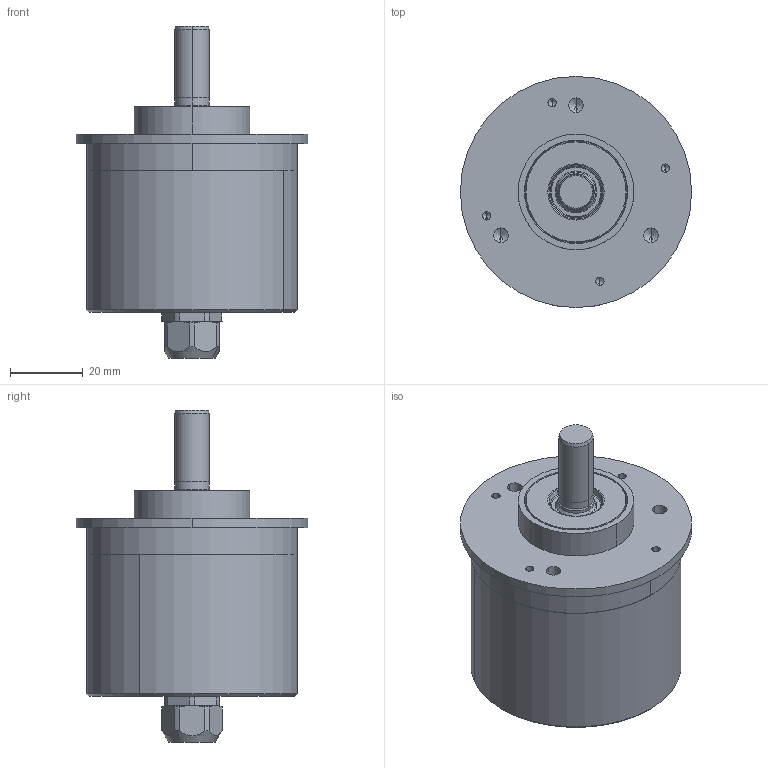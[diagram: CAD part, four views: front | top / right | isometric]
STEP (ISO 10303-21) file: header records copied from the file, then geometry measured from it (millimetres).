
FILE_DESCRIPTION((''),'2;1');
FILE_NAME('538408','2010-11-10T',('se2802'),(''),'PRO/ENGINEER BY PARAMETRIC TECHNOLOGY CORPORATION, 2010180','PRO/ENGINEER BY PARAMETRIC TECHNOLOGY CORPORATION, 2010180','');
FILE_SCHEMA(('CONFIG_CONTROL_DESIGN'));
Length unit declared in the file: millimetre
Products named in the file (1): 538408
Bounding box: 63.5 x 63.5 x 91.2 mm (x, y, z)
Volume: 80538.9 mm3; surface area: 42958.1 mm2
Topology: 1 solids, 2 shells, 1150 faces, 3162 edges, 2052 vertices
Faces by surface type: plane 387, extrusion 324, cylinder 311, cone 104, torus 18, sphere 6
Entity records: 39812 total; most frequent: CARTESIAN_POINT 11504, ORIENTED_EDGE 6292, DIRECTION 5117, EDGE_CURVE 3146, VERTEX_POINT 2052, AXIS2_PLACEMENT_3D 1730, VECTOR 1657, LINE 1333
